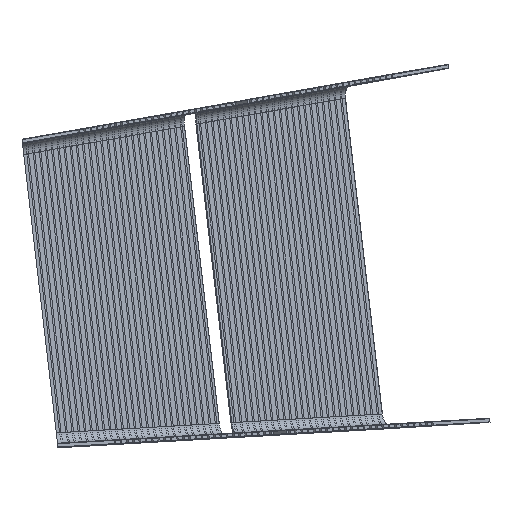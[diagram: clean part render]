
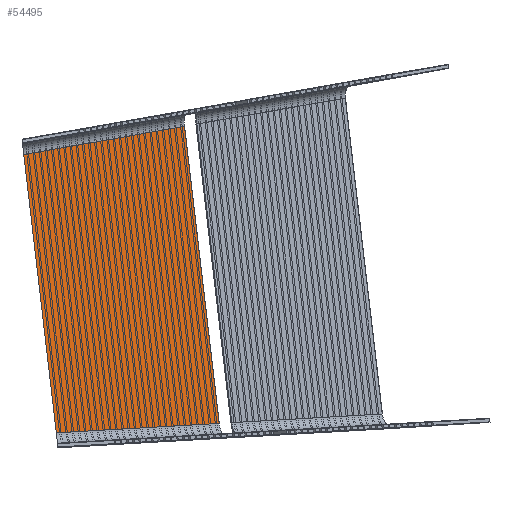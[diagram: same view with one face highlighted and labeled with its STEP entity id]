
A CAD part, top view. The second image highlights one B-rep face of the part: STEP entity #54495.
In plain terms, the highlighted planar face has unit normal (0.229, 0.027, 0.973).
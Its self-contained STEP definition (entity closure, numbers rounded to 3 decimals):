
#53714 = PLANE('',#53715);
#53715 = AXIS2_PLACEMENT_3D('',#53716,#53717,#53718);
#53716 = CARTESIAN_POINT('',(8477.034,990.823,0.));
#53717 = DIRECTION('',(0.993,0.116,0.));
#53718 = DIRECTION('',(0.,0.,-1.));
#53791 = VERTEX_POINT('',#53792);
#53792 = CARTESIAN_POINT('',(8426.249,1425.32,
    5284.73));
#53807 = CYLINDRICAL_SURFACE('',#53808,34.619);
#53808 = AXIS2_PLACEMENT_3D('',#53809,#53810,#53811);
#53809 = CARTESIAN_POINT('',(8440.346,1427.335,
    5316.935));
#53810 = DIRECTION('',(0.958,0.169,-0.23));
#53811 = DIRECTION('',(-0.229,-0.027,
    -0.973));
#53826 = EDGE_CURVE('',#53827,#53791,#53829,.T.);
#53827 = VERTEX_POINT('',#53828);
#53828 = CARTESIAN_POINT('',(8528.844,547.564,
    5284.73));
#53829 = SURFACE_CURVE('',#53830,(#53834,#53840),.PCURVE_S1.);
#53830 = LINE('',#53831,#53832);
#53831 = CARTESIAN_POINT('',(8477.034,990.823,
    5284.73));
#53832 = VECTOR('',#53833,1.);
#53833 = DIRECTION('',(-0.116,0.993,0.)
  );
#53834 = PCURVE('',#53714,#53835);
#53835 = DEFINITIONAL_REPRESENTATION('',(#53836),#53839);
#53836 = B_SPLINE_CURVE_WITH_KNOTS('',1,(#53837,#53838),.UNSPECIFIED.,
  .F.,.F.,(2,2),(-12000000.,12000000.),
  .PIECEWISE_BEZIER_KNOTS.);
#53837 = CARTESIAN_POINT('',(-5284.209,-12000000.));
#53838 = CARTESIAN_POINT('',(-5285.251,12000000.));
#53839 = ( GEOMETRIC_REPRESENTATION_CONTEXT(2) 
PARAMETRIC_REPRESENTATION_CONTEXT() REPRESENTATION_CONTEXT('2D SPACE',''
  ) );
#53840 = PCURVE('',#53841,#53846);
#53841 = PLANE('',#53842);
#53842 = AXIS2_PLACEMENT_3D('',#53843,#53844,#53845);
#53843 = CARTESIAN_POINT('',(1626.756,190.14,
    6917.65));
#53844 = DIRECTION('',(0.229,0.027,0.973)
  );
#53845 = DIRECTION('',(0.973,0.,-0.229
    ));
#53846 = DEFINITIONAL_REPRESENTATION('',(#53847),#53850);
#53847 = B_SPLINE_CURVE_WITH_KNOTS('',1,(#53848,#53849),.UNSPECIFIED.,
  .F.,.F.,(2,2),(-12000000.,12000000.),
  .PIECEWISE_BEZIER_KNOTS.);
#53848 = CARTESIAN_POINT('',(1363164.592,-11922324.963));
#53849 = CARTESIAN_POINT('',(-1349080.235,11923926.902));
#53850 = ( GEOMETRIC_REPRESENTATION_CONTEXT(2) 
PARAMETRIC_REPRESENTATION_CONTEXT() REPRESENTATION_CONTEXT('2D SPACE',''
  ) );
#53869 = CYLINDRICAL_SURFACE('',#53870,34.619);
#53870 = AXIS2_PLACEMENT_3D('',#53871,#53872,#53873);
#53871 = CARTESIAN_POINT('',(9564.665,608.358,
    5075.051));
#53872 = DIRECTION('',(-0.972,-0.057,0.23
    ));
#53873 = DIRECTION('',(-0.229,-0.027,
    -0.973));
#54114 = PLANE('',#54115);
#54115 = AXIS2_PLACEMENT_3D('',#54116,#54117,#54118);
#54116 = CARTESIAN_POINT('',(8988.432,1046.156,
    5162.949));
#54117 = DIRECTION('',(-0.967,-0.113,0.23));
#54118 = DIRECTION('',(-0.232,0.,-0.973));
#54444 = VERTEX_POINT('',#54445);
#54445 = CARTESIAN_POINT('',(9043.207,577.522,
    5162.949));
#54475 = EDGE_CURVE('',#54444,#53827,#54476,.T.);
#54476 = SURFACE_CURVE('',#54477,(#54481,#54488),.PCURVE_S1.);
#54477 = LINE('',#54478,#54479);
#54478 = CARTESIAN_POINT('',(9556.743,607.432,
    5041.363));
#54479 = VECTOR('',#54480,1.);
#54480 = DIRECTION('',(-0.972,-0.057,0.23
    ));
#54481 = PCURVE('',#53869,#54482);
#54482 = DEFINITIONAL_REPRESENTATION('',(#54483),#54487);
#54483 = LINE('',#54484,#54485);
#54484 = CARTESIAN_POINT('',(0.,0.));
#54485 = VECTOR('',#54486,1.);
#54486 = DIRECTION('',(0.,1.));
#54487 = ( GEOMETRIC_REPRESENTATION_CONTEXT(2) 
PARAMETRIC_REPRESENTATION_CONTEXT() REPRESENTATION_CONTEXT('2D SPACE',''
  ) );
#54488 = PCURVE('',#53841,#54489);
#54489 = DEFINITIONAL_REPRESENTATION('',(#54490),#54494);
#54490 = LINE('',#54491,#54492);
#54491 = CARTESIAN_POINT('',(8148.928,417.441));
#54492 = VECTOR('',#54493,1.);
#54493 = DIRECTION('',(-0.998,-0.057));
#54494 = ( GEOMETRIC_REPRESENTATION_CONTEXT(2) 
PARAMETRIC_REPRESENTATION_CONTEXT() REPRESENTATION_CONTEXT('2D SPACE',''
  ) );
#54495 = ADVANCED_FACE('',(#54496),#53841,.T.);
#54496 = FACE_BOUND('',#54497,.T.);
#54497 = EDGE_LOOP('',(#54498,#54499,#54520,#54541));
#54498 = ORIENTED_EDGE('',*,*,#54475,.F.);
#54499 = ORIENTED_EDGE('',*,*,#54500,.F.);
#54500 = EDGE_CURVE('',#54501,#54444,#54503,.T.);
#54501 = VERTEX_POINT('',#54502);
#54502 = CARTESIAN_POINT('',(8933.656,1514.79,
    5162.949));
#54503 = SURFACE_CURVE('',#54504,(#54508,#54514),.PCURVE_S1.);
#54504 = LINE('',#54505,#54506);
#54505 = CARTESIAN_POINT('',(8988.176,1048.346,
    5162.949));
#54506 = VECTOR('',#54507,1.);
#54507 = DIRECTION('',(0.116,-0.993,0.
    ));
#54508 = PCURVE('',#53841,#54509);
#54509 = DEFINITIONAL_REPRESENTATION('',(#54510),#54513);
#54510 = B_SPLINE_CURVE_WITH_KNOTS('',1,(#54511,#54512),.UNSPECIFIED.,
  .F.,.F.,(2,2),(-655.709,610.581),
  .PIECEWISE_BEZIER_KNOTS.);
#54511 = CARTESIAN_POINT('',(7493.523,1510.022));
#54512 = CARTESIAN_POINT('',(7636.627,251.844));
#54513 = ( GEOMETRIC_REPRESENTATION_CONTEXT(2) 
PARAMETRIC_REPRESENTATION_CONTEXT() REPRESENTATION_CONTEXT('2D SPACE',''
  ) );
#54514 = PCURVE('',#54114,#54515);
#54515 = DEFINITIONAL_REPRESENTATION('',(#54516),#54519);
#54516 = B_SPLINE_CURVE_WITH_KNOTS('',1,(#54517,#54518),.UNSPECIFIED.,
  .F.,.F.,(2,2),(-655.709,610.581),
  .PIECEWISE_BEZIER_KNOTS.);
#54517 = CARTESIAN_POINT('',(17.71,-657.676));
#54518 = CARTESIAN_POINT('',(-16.377,608.155));
#54519 = ( GEOMETRIC_REPRESENTATION_CONTEXT(2) 
PARAMETRIC_REPRESENTATION_CONTEXT() REPRESENTATION_CONTEXT('2D SPACE',''
  ) );
#54520 = ORIENTED_EDGE('',*,*,#54521,.F.);
#54521 = EDGE_CURVE('',#53791,#54501,#54522,.T.);
#54522 = SURFACE_CURVE('',#54523,(#54527,#54534),.PCURVE_S1.);
#54523 = LINE('',#54524,#54525);
#54524 = CARTESIAN_POINT('',(8432.424,1426.409,
    5283.248));
#54525 = VECTOR('',#54526,1.);
#54526 = DIRECTION('',(0.958,0.169,-0.23));
#54527 = PCURVE('',#53841,#54528);
#54528 = DEFINITIONAL_REPRESENTATION('',(#54529),#54533);
#54529 = LINE('',#54530,#54531);
#54530 = CARTESIAN_POINT('',(6999.093,1236.712));
#54531 = VECTOR('',#54532,1.);
#54532 = DIRECTION('',(0.986,0.169));
#54533 = ( GEOMETRIC_REPRESENTATION_CONTEXT(2) 
PARAMETRIC_REPRESENTATION_CONTEXT() REPRESENTATION_CONTEXT('2D SPACE',''
  ) );
#54534 = PCURVE('',#53807,#54535);
#54535 = DEFINITIONAL_REPRESENTATION('',(#54536),#54540);
#54536 = LINE('',#54537,#54538);
#54537 = CARTESIAN_POINT('',(0.,0.));
#54538 = VECTOR('',#54539,1.);
#54539 = DIRECTION('',(0.,1.));
#54540 = ( GEOMETRIC_REPRESENTATION_CONTEXT(2) 
PARAMETRIC_REPRESENTATION_CONTEXT() REPRESENTATION_CONTEXT('2D SPACE',''
  ) );
#54541 = ORIENTED_EDGE('',*,*,#53826,.F.);
